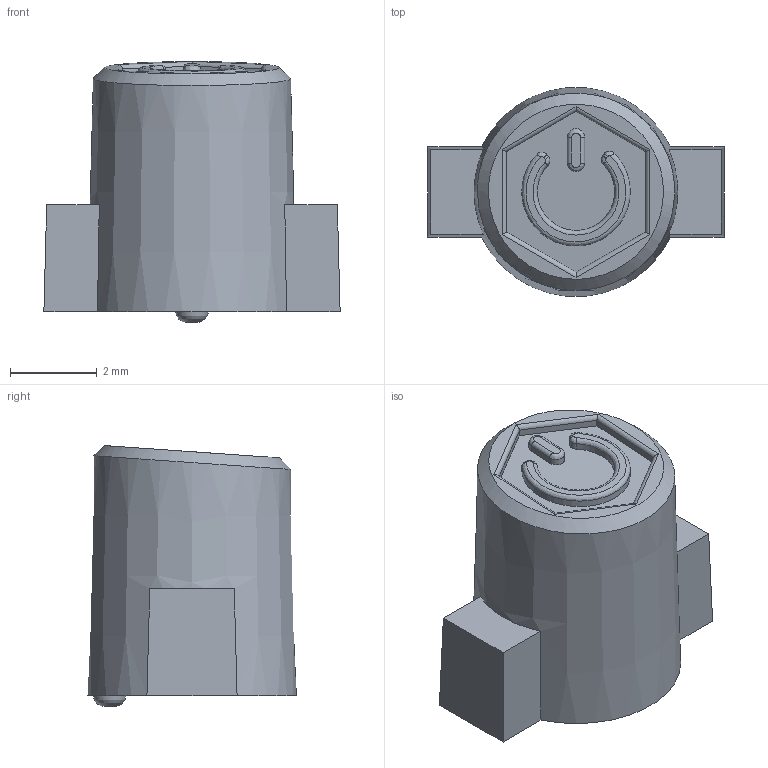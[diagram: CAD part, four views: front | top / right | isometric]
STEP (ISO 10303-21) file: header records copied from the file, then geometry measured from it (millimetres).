
FILE_DESCRIPTION(/* description */ (''),/* implementation_level */ '2;1');
FILE_NAME(/* name */ 'SyncButton.step',/* time_stamp */ '2024-09-28T17:17:20-07:00',/* author */ (''),/* organization */ (''),/* preprocessor_version */ 'ST-DEVELOPER v20',/* originating_system */ 'Autodesk Translation Framework v13.20.0.188',/* authorisation */ '');
FILE_SCHEMA (('AUTOMOTIVE_DESIGN { 1 0 10303 214 3 1 1 }'));
Length unit declared in the file: millimetre
Products named in the file (1): SyncButton
Bounding box: 6.83 x 4.81 x 6.01 mm (x, y, z)
Volume: 101.3 mm3; surface area: 147.4 mm2
Topology: 1 solids, 1 shells, 64 faces, 157 edges, 100 vertices
Faces by surface type: plane 31, cylinder 18, bspline 10, cone 5
Entity records: 2258 total; most frequent: CARTESIAN_POINT 724, ORIENTED_EDGE 314, DIRECTION 312, EDGE_CURVE 157, AXIS2_PLACEMENT_3D 115, VERTEX_POINT 100, LINE 82, VECTOR 82
